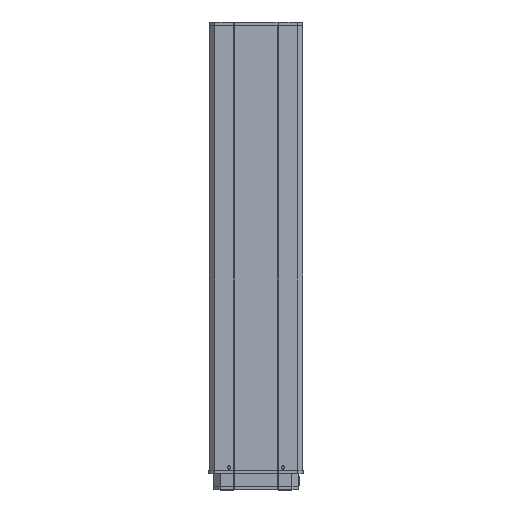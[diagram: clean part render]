
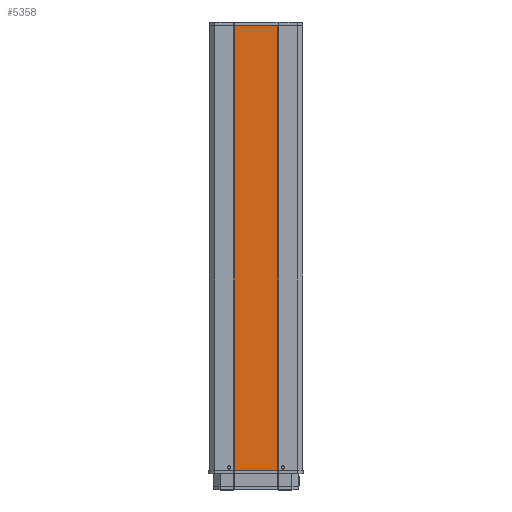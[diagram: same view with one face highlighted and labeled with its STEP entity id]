
A CAD part, top view. The second image highlights one B-rep face of the part: STEP entity #5358.
In plain terms, the highlighted planar face has unit normal (0, 0, 1).
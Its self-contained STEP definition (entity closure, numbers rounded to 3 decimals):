
#93 = ORIENTED_EDGE ( 'NONE', *, *, #20078, .T. ) ;
#264 = DIRECTION ( 'NONE',  ( 0., -1., 0. ) ) ;
#340 = EDGE_CURVE ( 'NONE', #28687, #19397, #2238, .T. ) ;
#857 = EDGE_LOOP ( 'NONE', ( #2537, #865, #93, #37872 ) ) ;
#865 = ORIENTED_EDGE ( 'NONE', *, *, #19812, .T. ) ;
#1169 = AXIS2_PLACEMENT_3D ( 'NONE', #17564, #29581, #11669 ) ;
#2238 = LINE ( 'NONE', #10203, #33158 ) ;
#2537 = ORIENTED_EDGE ( 'NONE', *, *, #340, .F. ) ;
#2796 = VECTOR ( 'NONE', #32634, 1000. ) ;
#4225 = VERTEX_POINT ( 'NONE', #14686 ) ;
#4484 = CARTESIAN_POINT ( 'NONE',  ( -31.5, 640., 66. ) ) ;
#5358 = ADVANCED_FACE ( 'NONE', ( #19885 ), #23586, .F. ) ;
#9789 = EDGE_CURVE ( 'NONE', #19397, #24571, #10853, .T. ) ;
#10203 = CARTESIAN_POINT ( 'NONE',  ( -31.5, 640., 66. ) ) ;
#10853 = LINE ( 'NONE', #35498, #2796 ) ;
#11669 = DIRECTION ( 'NONE',  ( -1., 0., 0. ) ) ;
#14406 = CARTESIAN_POINT ( 'NONE',  ( 31.5, 640., 66. ) ) ;
#14686 = CARTESIAN_POINT ( 'NONE',  ( -31.5, 0., 66. ) ) ;
#16122 = LINE ( 'NONE', #27218, #31063 ) ;
#17564 = CARTESIAN_POINT ( 'NONE',  ( -31.5, 839.505, 66. ) ) ;
#19382 = LINE ( 'NONE', #35901, #34344 ) ;
#19397 = VERTEX_POINT ( 'NONE', #14406 ) ;
#19812 = EDGE_CURVE ( 'NONE', #28687, #4225, #16122, .T. ) ;
#19885 = FACE_OUTER_BOUND ( 'NONE', #857, .T. ) ;
#20078 = EDGE_CURVE ( 'NONE', #4225, #24571, #19382, .T. ) ;
#22888 = DIRECTION ( 'NONE',  ( 1., 0., 0. ) ) ;
#23586 = PLANE ( 'NONE',  #1169 ) ;
#24571 = VERTEX_POINT ( 'NONE', #34028 ) ;
#27218 = CARTESIAN_POINT ( 'NONE',  ( -31.5, 839.505, 66. ) ) ;
#28687 = VERTEX_POINT ( 'NONE', #4484 ) ;
#29581 = DIRECTION ( 'NONE',  ( 0., 0., -1. ) ) ;
#30034 = DIRECTION ( 'NONE',  ( 1., 0., 0. ) ) ;
#31063 = VECTOR ( 'NONE', #264, 1000. ) ;
#32634 = DIRECTION ( 'NONE',  ( 0., -1., 0. ) ) ;
#33158 = VECTOR ( 'NONE', #22888, 1000. ) ;
#34028 = CARTESIAN_POINT ( 'NONE',  ( 31.5, 0., 66. ) ) ;
#34344 = VECTOR ( 'NONE', #30034, 1000. ) ;
#35498 = CARTESIAN_POINT ( 'NONE',  ( 31.5, 839.505, 66. ) ) ;
#35901 = CARTESIAN_POINT ( 'NONE',  ( -31.5, 0., 66. ) ) ;
#37872 = ORIENTED_EDGE ( 'NONE', *, *, #9789, .F. ) ;
